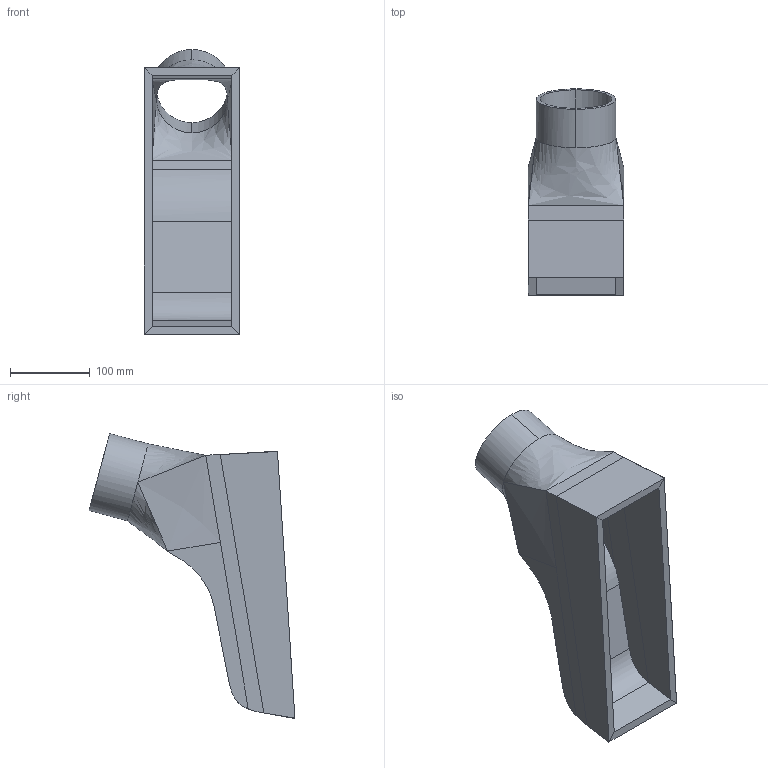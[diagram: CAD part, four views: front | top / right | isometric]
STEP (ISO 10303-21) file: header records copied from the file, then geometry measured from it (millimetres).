
FILE_DESCRIPTION(/* description */ (''),/* implementation_level */ '2;1');
FILE_NAME(/* name */ 'Aircase',/* time_stamp */ '2021-07-06T10:42:33+02:00',/* author */ (''),/* organization */ (''),/* preprocessor_version */ 'ST-DEVELOPER v16.5',/* originating_system */ '',/* authorisation */ '');
FILE_SCHEMA (('AUTOMOTIVE_DESIGN'));
Length unit declared in the file: millimetre
Products named in the file (1): Document
Bounding box: 120.01 x 258.48 x 357.61 mm (x, y, z)
Surface area: 299570 mm2 (no closed solid volume)
Topology: 0 solids, 2 shells, 41 faces, 98 edges, 58 vertices
Faces by surface type: bspline 41
Entity records: 3154 total; most frequent: CARTESIAN_POINT 1857, B_SPLINE_CURVE_WITH_KNOTS 264, ORIENTED_EDGE 195, PCURVE 195, DEFINITIONAL_REPRESENTATION 195, SURFACE_CURVE 101, EDGE_CURVE 101, VERTEX_POINT 56
